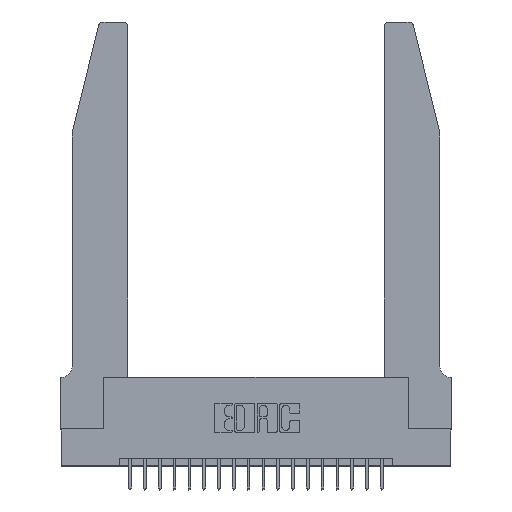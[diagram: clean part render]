
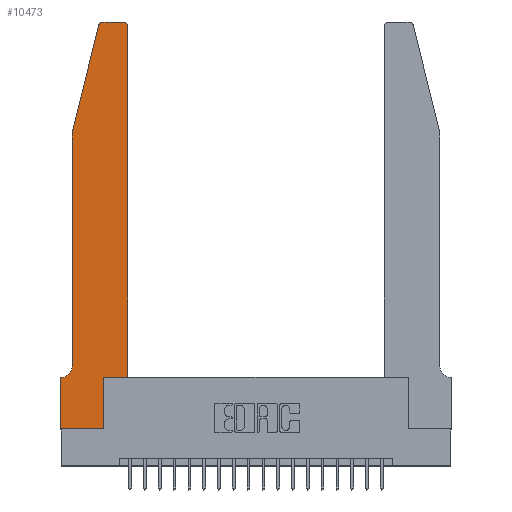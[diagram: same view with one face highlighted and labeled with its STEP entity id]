
A CAD part, top view. The second image highlights one B-rep face of the part: STEP entity #10473.
In plain terms, the highlighted planar face has unit normal (0, 0, 1).
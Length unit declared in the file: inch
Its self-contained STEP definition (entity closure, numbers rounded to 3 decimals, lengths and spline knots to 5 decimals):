
#587 = CARTESIAN_POINT ( 'NONE',  ( 0., 0., 0.37 ) ) ;
#846 = DIRECTION ( 'NONE',  ( -1., 0., 0. ) ) ;
#1132 = LINE ( 'NONE', #13734, #6250 ) ;
#1344 = CARTESIAN_POINT ( 'NONE',  ( 0.284, 2.72, 0.37 ) ) ;
#1785 = EDGE_LOOP ( 'NONE', ( #15672, #16443, #17560, #6347, #10026, #21317, #21898, #12041, #16576, #14646, #10547, #5864 ) ) ;
#1908 = VECTOR ( 'NONE', #846, 39.37008 ) ;
#1980 = EDGE_CURVE ( 'NONE', #16537, #21127, #8962, .T. ) ;
#2023 = CARTESIAN_POINT ( 'NONE',  ( 0.4205, 2.75, 0.37 ) ) ;
#2337 = VERTEX_POINT ( 'NONE', #4487 ) ;
#2392 = AXIS2_PLACEMENT_3D ( 'NONE', #7755, #21937, #11806 ) ;
#3182 = CIRCLE ( 'NONE', #4415, 0.07 ) ;
#3458 = EDGE_CURVE ( 'NONE', #19754, #2337, #13461, .T. ) ;
#4415 = AXIS2_PLACEMENT_3D ( 'NONE', #15843, #15706, #12463 ) ;
#4487 = CARTESIAN_POINT ( 'NONE',  ( 0.0755, 2., 0.37 ) ) ;
#4773 = PLANE ( 'NONE',  #21756 ) ;
#4782 = DIRECTION ( 'NONE',  ( 1., 0., 0. ) ) ;
#4861 = VECTOR ( 'NONE', #21402, 39.37008 ) ;
#4900 = CARTESIAN_POINT ( 'NONE',  ( 0.2865, 0., 0.37 ) ) ;
#5249 = DIRECTION ( 'NONE',  ( 1., 0., 0. ) ) ;
#5318 = DIRECTION ( 'NONE',  ( 0., -1., 0. ) ) ;
#5372 = CARTESIAN_POINT ( 'NONE',  ( 0.25487, 2.72718, 0.37 ) ) ;
#5402 = LINE ( 'NONE', #587, #4861 ) ;
#5790 = CARTESIAN_POINT ( 'NONE',  ( 0.2605, 2.75, 0.37 ) ) ;
#5864 = ORIENTED_EDGE ( 'NONE', *, *, #9305, .T. ) ;
#6189 = CARTESIAN_POINT ( 'NONE',  ( 0.2865, 0.35, 0.37 ) ) ;
#6250 = VECTOR ( 'NONE', #5318, 39.37008 ) ;
#6347 = ORIENTED_EDGE ( 'NONE', *, *, #13467, .T. ) ;
#6462 = LINE ( 'NONE', #21357, #1908 ) ;
#6808 = VERTEX_POINT ( 'NONE', #2023 ) ;
#7180 = CARTESIAN_POINT ( 'NONE',  ( 0., 0.35, 0.37 ) ) ;
#7755 = CARTESIAN_POINT ( 'NONE',  ( 0.4205, 2.72, 0.37 ) ) ;
#7788 = VERTEX_POINT ( 'NONE', #11635 ) ;
#7828 = DIRECTION ( 'NONE',  ( -1., 0., 0. ) ) ;
#7956 = VERTEX_POINT ( 'NONE', #22165 ) ;
#8097 = DIRECTION ( 'NONE',  ( 0., 0., 1. ) ) ;
#8351 = EDGE_CURVE ( 'NONE', #7956, #19754, #9255, .T. ) ;
#8962 = LINE ( 'NONE', #6189, #16731 ) ;
#8991 = EDGE_CURVE ( 'NONE', #21127, #17480, #18583, .T. ) ;
#9050 = EDGE_CURVE ( 'NONE', #18420, #14927, #1132, .T. ) ;
#9156 = DIRECTION ( 'NONE',  ( 0., 1., 0. ) ) ;
#9255 = CIRCLE ( 'NONE', #16330, 0.03 ) ;
#9305 = EDGE_CURVE ( 'NONE', #7788, #6808, #12398, .T. ) ;
#9608 = CARTESIAN_POINT ( 'NONE',  ( 0.0755, 0.42, 0.37 ) ) ;
#10026 = ORIENTED_EDGE ( 'NONE', *, *, #11345, .T. ) ;
#10078 = EDGE_CURVE ( 'NONE', #17480, #7788, #19313, .T. ) ;
#10122 = VERTEX_POINT ( 'NONE', #9608 ) ;
#10263 = EDGE_CURVE ( 'NONE', #16297, #18420, #6462, .T. ) ;
#10473 = ADVANCED_FACE ( 'NONE', ( #17177 ), #4773, .T. ) ;
#10547 = ORIENTED_EDGE ( 'NONE', *, *, #10078, .T. ) ;
#11084 = CARTESIAN_POINT ( 'NONE',  ( 0.0755, 2., 0.37 ) ) ;
#11345 = EDGE_CURVE ( 'NONE', #10122, #16297, #3182, .T. ) ;
#11608 = CARTESIAN_POINT ( 'NONE',  ( 0.0755, 2., 0.37 ) ) ;
#11635 = CARTESIAN_POINT ( 'NONE',  ( 0.4505, 2.72, 0.37 ) ) ;
#11806 = DIRECTION ( 'NONE',  ( 1., 0., 0. ) ) ;
#12041 = ORIENTED_EDGE ( 'NONE', *, *, #17466, .T. ) ;
#12398 = CIRCLE ( 'NONE', #2392, 0.03 ) ;
#12463 = DIRECTION ( 'NONE',  ( -1., 0., 0. ) ) ;
#12509 = CARTESIAN_POINT ( 'NONE',  ( 0.4505, 0.35, 0.37 ) ) ;
#13163 = VECTOR ( 'NONE', #9156, 39.37008 ) ;
#13411 = DIRECTION ( 'NONE',  ( 1., 0., 0. ) ) ;
#13461 = LINE ( 'NONE', #11084, #22001 ) ;
#13467 = EDGE_CURVE ( 'NONE', #2337, #10122, #13621, .T. ) ;
#13489 = VECTOR ( 'NONE', #5249, 39.37008 ) ;
#13621 = LINE ( 'NONE', #11608, #19759 ) ;
#13734 = CARTESIAN_POINT ( 'NONE',  ( 0., 0., 0.37 ) ) ;
#14007 = VECTOR ( 'NONE', #7828, 39.37008 ) ;
#14646 = ORIENTED_EDGE ( 'NONE', *, *, #8991, .T. ) ;
#14831 = DIRECTION ( 'NONE',  ( -0.239, -0.971, 0. ) ) ;
#14927 = VERTEX_POINT ( 'NONE', #16221 ) ;
#15499 = CARTESIAN_POINT ( 'NONE',  ( 0.4505, 0.35, 0.37 ) ) ;
#15536 = DIRECTION ( 'NONE',  ( 0., -1., 0. ) ) ;
#15672 = ORIENTED_EDGE ( 'NONE', *, *, #16938, .T. ) ;
#15706 = DIRECTION ( 'NONE',  ( 0., 0., -1. ) ) ;
#15843 = CARTESIAN_POINT ( 'NONE',  ( 0.0055, 0.42, 0.37 ) ) ;
#16221 = CARTESIAN_POINT ( 'NONE',  ( 0., 0., 0.37 ) ) ;
#16244 = CARTESIAN_POINT ( 'NONE',  ( 0.0055, 0.35, 0.37 ) ) ;
#16297 = VERTEX_POINT ( 'NONE', #16244 ) ;
#16330 = AXIS2_PLACEMENT_3D ( 'NONE', #1344, #8097, #4782 ) ;
#16443 = ORIENTED_EDGE ( 'NONE', *, *, #8351, .T. ) ;
#16537 = VERTEX_POINT ( 'NONE', #4900 ) ;
#16576 = ORIENTED_EDGE ( 'NONE', *, *, #1980, .T. ) ;
#16658 = CARTESIAN_POINT ( 'NONE',  ( 0.2865, 0.35, 0.37 ) ) ;
#16731 = VECTOR ( 'NONE', #21592, 39.37008 ) ;
#16788 = CARTESIAN_POINT ( 'NONE',  ( 0., 0.35, 0.37 ) ) ;
#16938 = EDGE_CURVE ( 'NONE', #6808, #7956, #18285, .T. ) ;
#17177 = FACE_OUTER_BOUND ( 'NONE', #1785, .T. ) ;
#17262 = CARTESIAN_POINT ( 'NONE',  ( 0.4505, 0.35, 0.37 ) ) ;
#17466 = EDGE_CURVE ( 'NONE', #14927, #16537, #5402, .T. ) ;
#17480 = VERTEX_POINT ( 'NONE', #15499 ) ;
#17560 = ORIENTED_EDGE ( 'NONE', *, *, #3458, .T. ) ;
#18285 = LINE ( 'NONE', #5790, #14007 ) ;
#18420 = VERTEX_POINT ( 'NONE', #7180 ) ;
#18498 = DIRECTION ( 'NONE',  ( 0., 0., 1. ) ) ;
#18583 = LINE ( 'NONE', #17262, #13489 ) ;
#19313 = LINE ( 'NONE', #12509, #13163 ) ;
#19754 = VERTEX_POINT ( 'NONE', #5372 ) ;
#19759 = VECTOR ( 'NONE', #15536, 39.37008 ) ;
#21127 = VERTEX_POINT ( 'NONE', #16658 ) ;
#21317 = ORIENTED_EDGE ( 'NONE', *, *, #10263, .T. ) ;
#21357 = CARTESIAN_POINT ( 'NONE',  ( 0.0755, 0.35, 0.37 ) ) ;
#21402 = DIRECTION ( 'NONE',  ( 1., 0., 0. ) ) ;
#21592 = DIRECTION ( 'NONE',  ( 0., 1., 0. ) ) ;
#21756 = AXIS2_PLACEMENT_3D ( 'NONE', #16788, #18498, #13411 ) ;
#21898 = ORIENTED_EDGE ( 'NONE', *, *, #9050, .T. ) ;
#21937 = DIRECTION ( 'NONE',  ( 0., 0., 1. ) ) ;
#22001 = VECTOR ( 'NONE', #14831, 39.37008 ) ;
#22165 = CARTESIAN_POINT ( 'NONE',  ( 0.284, 2.75, 0.37 ) ) ;
